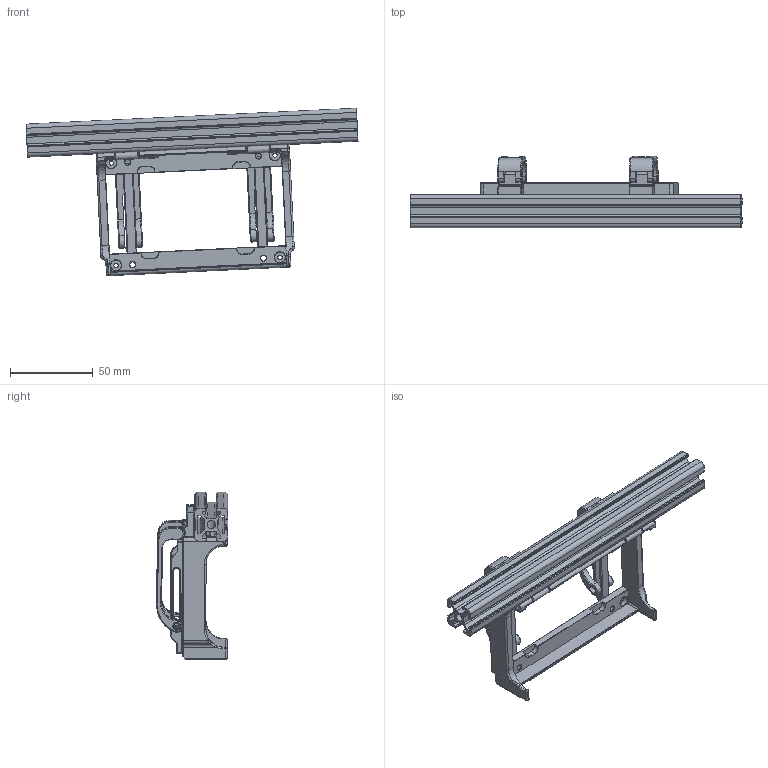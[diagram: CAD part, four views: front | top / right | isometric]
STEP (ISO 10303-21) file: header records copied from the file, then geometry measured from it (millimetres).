
FILE_DESCRIPTION(/* description */ ('STEP AP242','CAx-IF Rec.Pracs.---Representation and Presentation of Product Manufacturing Information (PMI)---4.0---2014-10-13','CAx-IF Rec.Pracs.---3D Tessellated Geometry---0.4---2014-09-14','2;1'),/* implementation_level */ '2;1');
FILE_NAME(/* name */ '64f34e2f4ea89400fd74dca8',/* time_stamp */ '2023-09-02T15:01:04Z',/* author */ (''),/* organization */ (''),/* preprocessor_version */ 'ST-DEVELOPER v19.4',/* originating_system */ ' ',/* authorisation */ ' ');
FILE_SCHEMA (('AP242_MANAGED_MODEL_BASED_3D_ENGINEERING_MIM_LF { 1 0 10303 442 1 1 4 }'));
Length unit declared in the file: metre
Products named in the file (6): display_IPS4.3"_case; Bras; ps2020-6; Glissiere; Support; Ancrage
Assembly tree (8 placements, depth 2):
  display_IPS4.3"_case
    Bras  x2
    ps2020-6
    Glissiere  x2
    Support
    Ancrage  x2
Bounding box: 200.73 x 43.22 x 101.34 mm (x, y, z)
Volume: 79314.2 mm3; surface area: 65893.6 mm2
Topology: 8 solids, 8 shells, 738 faces, 1873 edges, 1148 vertices
Faces by surface type: plane 441, cylinder 169, cone 104, torus 8, bspline 8, sphere 8
Full cylindrical faces by diameter (mm): 2.2 x6, 2.6 x4, 3.4 x10, 3.5 x2, 4.7 x6, 5 x1, 6.4 x4
Entity records: 16525 total; most frequent: CARTESIAN_POINT 3084, DIRECTION 2772, ORIENTED_EDGE 2712, EDGE_CURVE 1356, LINE 962, VECTOR 962, AXIS2_PLACEMENT_3D 905, VERTEX_POINT 872
